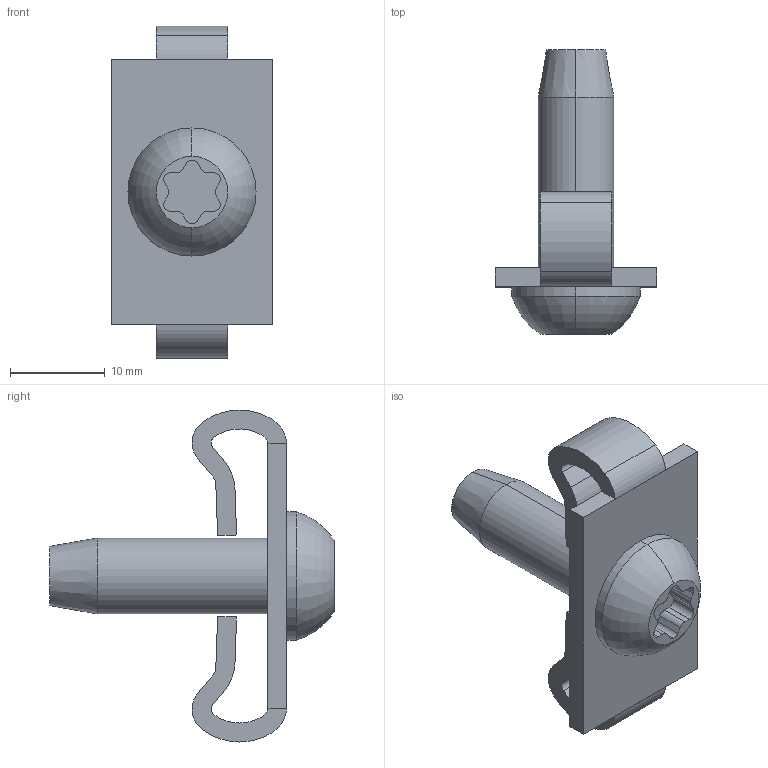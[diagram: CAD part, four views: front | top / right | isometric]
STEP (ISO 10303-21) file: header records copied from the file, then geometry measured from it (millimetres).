
FILE_DESCRIPTION (( 'STEP AP214' ), '1' );
FILE_NAME ('-7128015', '2019-02-04T10:14:28', ( '' ), ('JUGARD+KÜNSTNER GmbH'), 'SwSTEP 2.0', 'SolidWorks 2017', '' );
FILE_SCHEMA (( 'AUTOMOTIVE_DESIGN' ));
Length unit declared in the file: millimetre
Products named in the file (1): -7128015_CNAJF00
Bounding box: 17 x 30 x 34.99 mm (x, y, z)
Volume: 3149.2 mm3; surface area: 2652.7 mm2
Topology: 1 solids, 1 shells, 76 faces, 209 edges, 138 vertices
Faces by surface type: cylinder 37, plane 35, cone 2, torus 2
Entity records: 2475 total; most frequent: DIRECTION 443, CARTESIAN_POINT 424, ORIENTED_EDGE 418, EDGE_CURVE 209, AXIS2_PLACEMENT_3D 157, VERTEX_POINT 138, VECTOR 129, LINE 129
